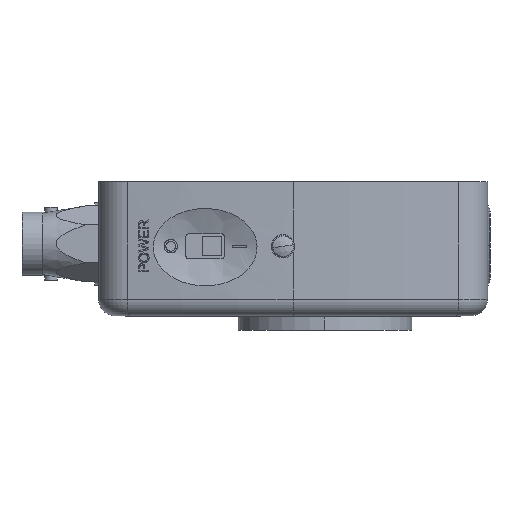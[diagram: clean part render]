
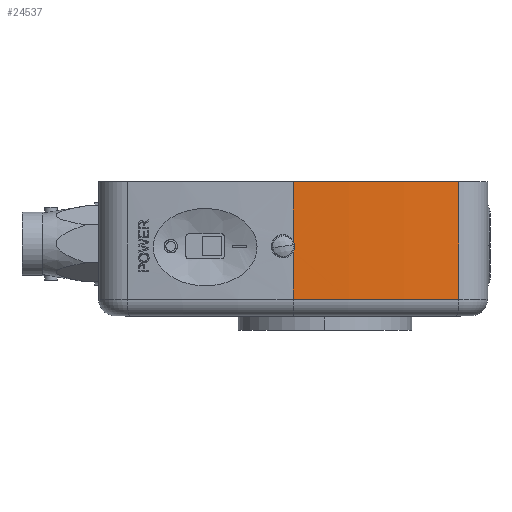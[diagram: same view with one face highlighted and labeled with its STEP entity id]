
A CAD part, left-side view. The second image highlights one B-rep face of the part: STEP entity #24537.
In plain terms, the highlighted cylindrical face has radius 177.8 mm (diameter 355.6 mm), a partial arc.
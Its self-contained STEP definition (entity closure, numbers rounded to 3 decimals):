
#642 = DIRECTION ( 'NONE',  ( 0., 0., 1. ) ) ;
#704 = VERTEX_POINT ( 'NONE', #54898 ) ;
#824 = VERTEX_POINT ( 'NONE', #1389 ) ;
#1389 = CARTESIAN_POINT ( 'NONE',  ( -24.765, 4.826, -10.349 ) ) ;
#1444 = EDGE_CURVE ( 'NONE', #55365, #3256, #21649, .T. ) ;
#1946 = DIRECTION ( 'NONE',  ( 0., 0., 1. ) ) ;
#3088 = CARTESIAN_POINT ( 'NONE',  ( -24.765, 4.743, -10.211 ) ) ;
#3256 = VERTEX_POINT ( 'NONE', #20792 ) ;
#3705 = VERTEX_POINT ( 'NONE', #5680 ) ;
#5152 = EDGE_CURVE ( 'NONE', #704, #35626, #42992, .T. ) ;
#5680 = CARTESIAN_POINT ( 'NONE',  ( -22.984, -20.275, 0.33 ) ) ;
#7933 = EDGE_CURVE ( 'NONE', #55365, #824, #23199, .T. ) ;
#8291 = CARTESIAN_POINT ( 'NONE',  ( -24.765, 4.826, -19.99 ) ) ;
#11000 = EDGE_CURVE ( 'NONE', #3256, #3705, #47006, .T. ) ;
#11748 = CARTESIAN_POINT ( 'NONE',  ( -22.984, -20.275, -19.99 ) ) ;
#12589 = FACE_OUTER_BOUND ( 'NONE', #57685, .T. ) ;
#14866 = ORIENTED_EDGE ( 'NONE', *, *, #7933, .T. ) ;
#16049 = CARTESIAN_POINT ( 'NONE',  ( -24.765, 4.826, -8.517 ) ) ;
#20150 = DIRECTION ( 'NONE',  ( -1., 0., 0. ) ) ;
#20792 = CARTESIAN_POINT ( 'NONE',  ( -24.765, 4.826, 0.33 ) ) ;
#20919 = CARTESIAN_POINT ( 'NONE',  ( -24.765, 4.594, -9.112 ) ) ;
#21649 = LINE ( 'NONE', #24477, #33565 ) ;
#22987 = CARTESIAN_POINT ( 'NONE',  ( -22.984, -20.275, -17.45 ) ) ;
#23199 = B_SPLINE_CURVE_WITH_KNOTS ( 'NONE', 3,
 ( #16049, #25016, #47892, #20919, #52444, #25426, #56950, #29956, #3088, #34453 ),
 .UNSPECIFIED., .F., .F.,
 ( 4, 2, 2, 2, 4 ),
 ( 0., 0., 0.001, 0.001, 0.002 ),
 .UNSPECIFIED. ) ;
#24190 = CARTESIAN_POINT ( 'NONE',  ( -24.765, 4.826, -8.517 ) ) ;
#24477 = CARTESIAN_POINT ( 'NONE',  ( -24.765, 4.826, -19.99 ) ) ;
#24537 = ADVANCED_FACE ( 'NONE', ( #12589 ), #42750, .T. ) ;
#25016 = CARTESIAN_POINT ( 'NONE',  ( -24.765, 4.743, -8.656 ) ) ;
#25426 = CARTESIAN_POINT ( 'NONE',  ( -24.765, 4.572, -9.592 ) ) ;
#26407 = ORIENTED_EDGE ( 'NONE', *, *, #5152, .T. ) ;
#27547 = CARTESIAN_POINT ( 'NONE',  ( 153.035, 4.826, 0.33 ) ) ;
#29677 = CARTESIAN_POINT ( 'NONE',  ( 153.035, 4.826, -17.45 ) ) ;
#29956 = CARTESIAN_POINT ( 'NONE',  ( -24.765, 4.679, -10.062 ) ) ;
#32075 = DIRECTION ( 'NONE',  ( 1., 0., 0. ) ) ;
#33405 = AXIS2_PLACEMENT_3D ( 'NONE', #29677, #53992, #45368 ) ;
#33429 = EDGE_CURVE ( 'NONE', #35626, #3705, #46766, .T. ) ;
#33565 = VECTOR ( 'NONE', #46909, 1000. ) ;
#33836 = ORIENTED_EDGE ( 'NONE', *, *, #1444, .F. ) ;
#34453 = CARTESIAN_POINT ( 'NONE',  ( -24.765, 4.826, -10.349 ) ) ;
#35626 = VERTEX_POINT ( 'NONE', #22987 ) ;
#37826 = CARTESIAN_POINT ( 'NONE',  ( 153.035, 4.826, -19.99 ) ) ;
#39584 = DIRECTION ( 'NONE',  ( 0., 0., 1. ) ) ;
#39870 = DIRECTION ( 'NONE',  ( 0., 0., 1. ) ) ;
#42750 = CYLINDRICAL_SURFACE ( 'NONE', #57959, 177.8 ) ;
#42992 = CIRCLE ( 'NONE', #33405, 177.8 ) ;
#45189 = VECTOR ( 'NONE', #39870, 1000. ) ;
#45368 = DIRECTION ( 'NONE',  ( -1., 0., 0. ) ) ;
#46766 = LINE ( 'NONE', #11748, #57374 ) ;
#46909 = DIRECTION ( 'NONE',  ( 0., 0., 1. ) ) ;
#47006 = CIRCLE ( 'NONE', #51079, 177.8 ) ;
#47892 = CARTESIAN_POINT ( 'NONE',  ( -24.765, 4.68, -8.803 ) ) ;
#48971 = EDGE_CURVE ( 'NONE', #704, #824, #57146, .T. ) ;
#49500 = ORIENTED_EDGE ( 'NONE', *, *, #48971, .F. ) ;
#51079 = AXIS2_PLACEMENT_3D ( 'NONE', #27547, #642, #32075 ) ;
#52444 = CARTESIAN_POINT ( 'NONE',  ( -24.765, 4.572, -9.273 ) ) ;
#52626 = ORIENTED_EDGE ( 'NONE', *, *, #33429, .T. ) ;
#53992 = DIRECTION ( 'NONE',  ( 0., 0., 1. ) ) ;
#54898 = CARTESIAN_POINT ( 'NONE',  ( -24.765, 4.826, -17.45 ) ) ;
#55365 = VERTEX_POINT ( 'NONE', #24190 ) ;
#56950 = CARTESIAN_POINT ( 'NONE',  ( -24.765, 4.594, -9.754 ) ) ;
#57146 = LINE ( 'NONE', #8291, #45189 ) ;
#57374 = VECTOR ( 'NONE', #39584, 1000. ) ;
#57685 = EDGE_LOOP ( 'NONE', ( #49500, #26407, #52626, #58383, #33836, #14866 ) ) ;
#57959 = AXIS2_PLACEMENT_3D ( 'NONE', #37826, #1946, #20150 ) ;
#58383 = ORIENTED_EDGE ( 'NONE', *, *, #11000, .F. ) ;
